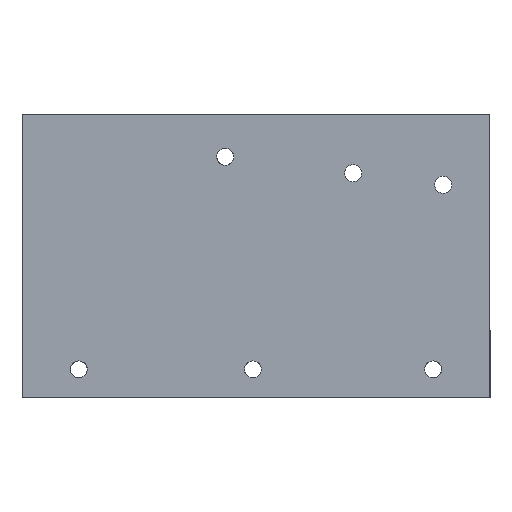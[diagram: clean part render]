
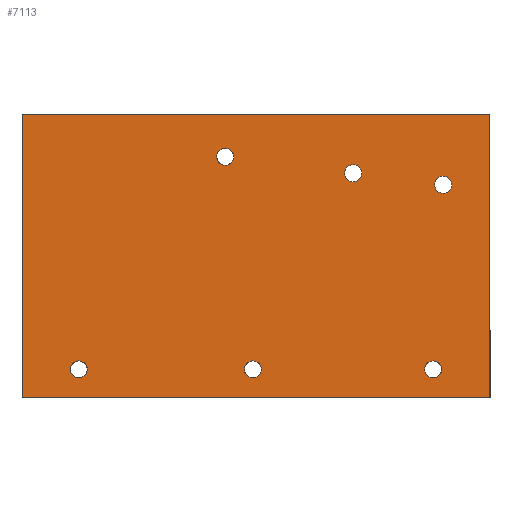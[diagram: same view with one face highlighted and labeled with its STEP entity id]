
A CAD part, front view. The second image highlights one B-rep face of the part: STEP entity #7113.
In plain terms, the highlighted planar face has unit normal (0, 1, 0).
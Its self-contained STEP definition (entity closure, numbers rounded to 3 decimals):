
#5373=CARTESIAN_POINT('Vertex',(172.007,-26.5,51.282)) ;
#5387=CARTESIAN_POINT('Vertex',(178.007,-26.5,51.282)) ;
#5390=CARTESIAN_POINT('Axis2P3D Location',(175.007,-26.5,51.282)) ;
#5407=CARTESIAN_POINT('Axis2P3D Location',(175.007,-26.5,51.282)) ;
#5788=CARTESIAN_POINT('Vertex',(146.27,-26.5,55.377)) ;
#5804=CARTESIAN_POINT('Vertex',(140.27,-26.5,55.377)) ;
#5807=CARTESIAN_POINT('Axis2P3D Location',(143.27,-26.5,55.377)) ;
#5824=CARTESIAN_POINT('Axis2P3D Location',(143.27,-26.5,55.377)) ;
#6768=CARTESIAN_POINT('Vertex',(43.47,-26.5,-13.8)) ;
#6775=CARTESIAN_POINT('Vertex',(49.47,-26.5,-13.8)) ;
#6778=CARTESIAN_POINT('Axis2P3D Location',(46.47,-26.5,-13.8)) ;
#6790=CARTESIAN_POINT('Axis2P3D Location',(46.47,-26.5,-13.8)) ;
#6811=CARTESIAN_POINT('Vertex',(104.912,-26.5,-13.8)) ;
#6818=CARTESIAN_POINT('Vertex',(110.912,-26.5,-13.8)) ;
#6821=CARTESIAN_POINT('Axis2P3D Location',(107.912,-26.5,-13.8)) ;
#6833=CARTESIAN_POINT('Axis2P3D Location',(107.912,-26.5,-13.8)) ;
#6854=CARTESIAN_POINT('Vertex',(168.47,-26.5,-13.8)) ;
#6861=CARTESIAN_POINT('Vertex',(174.47,-26.5,-13.8)) ;
#6864=CARTESIAN_POINT('Axis2P3D Location',(171.47,-26.5,-13.8)) ;
#6876=CARTESIAN_POINT('Axis2P3D Location',(171.47,-26.5,-13.8)) ;
#6897=CARTESIAN_POINT('Vertex',(101.144,-26.5,61.2)) ;
#6904=CARTESIAN_POINT('Vertex',(95.144,-26.5,61.2)) ;
#6907=CARTESIAN_POINT('Axis2P3D Location',(98.144,-26.5,61.2)) ;
#6919=CARTESIAN_POINT('Axis2P3D Location',(98.144,-26.5,61.2)) ;
#6940=CARTESIAN_POINT('Vertex',(191.47,-26.5,76.2)) ;
#6947=CARTESIAN_POINT('Vertex',(191.47,-26.5,-23.8)) ;
#6950=CARTESIAN_POINT('Line Origine',(191.47,-26.5,26.2)) ;
#6971=CARTESIAN_POINT('Vertex',(26.47,-26.5,-23.8)) ;
#6974=CARTESIAN_POINT('Line Origine',(108.97,-26.5,-23.8)) ;
#6995=CARTESIAN_POINT('Vertex',(26.47,-26.5,76.2)) ;
#6998=CARTESIAN_POINT('Line Origine',(26.47,-26.5,26.2)) ;
#7015=CARTESIAN_POINT('Line Origine',(108.97,-26.5,76.2)) ;
#7078=CARTESIAN_POINT('Axis2P3D Location',(0.,-26.5,0.)) ;
#5391=DIRECTION('Axis2P3D Direction',(-0.,-1.,-0.)) ;
#5408=DIRECTION('Axis2P3D Direction',(-0.,-1.,-0.)) ;
#5808=DIRECTION('Axis2P3D Direction',(0.,-1.,-0.)) ;
#5825=DIRECTION('Axis2P3D Direction',(0.,-1.,-0.)) ;
#6779=DIRECTION('Axis2P3D Direction',(-0.,-1.,-0.)) ;
#6791=DIRECTION('Axis2P3D Direction',(-0.,-1.,-0.)) ;
#6822=DIRECTION('Axis2P3D Direction',(-0.,-1.,-0.)) ;
#6834=DIRECTION('Axis2P3D Direction',(-0.,-1.,-0.)) ;
#6865=DIRECTION('Axis2P3D Direction',(-0.,-1.,-0.)) ;
#6877=DIRECTION('Axis2P3D Direction',(-0.,-1.,-0.)) ;
#6908=DIRECTION('Axis2P3D Direction',(0.,-1.,-0.)) ;
#6920=DIRECTION('Axis2P3D Direction',(0.,-1.,-0.)) ;
#6951=DIRECTION('Vector Direction',(0.,0.,1.)) ;
#6975=DIRECTION('Vector Direction',(1.,0.,0.)) ;
#6999=DIRECTION('Vector Direction',(0.,0.,-1.)) ;
#7016=DIRECTION('Vector Direction',(-1.,0.,0.)) ;
#7079=DIRECTION('Axis2P3D Direction',(0.,-1.,0.)) ;
#7080=DIRECTION('Axis2P3D XDirection',(1.,0.,0.)) ;
#5392=AXIS2_PLACEMENT_3D('Circle Axis2P3D',#5390,#5391,$) ;
#5409=AXIS2_PLACEMENT_3D('Circle Axis2P3D',#5407,#5408,$) ;
#5809=AXIS2_PLACEMENT_3D('Circle Axis2P3D',#5807,#5808,$) ;
#5826=AXIS2_PLACEMENT_3D('Circle Axis2P3D',#5824,#5825,$) ;
#6780=AXIS2_PLACEMENT_3D('Circle Axis2P3D',#6778,#6779,$) ;
#6792=AXIS2_PLACEMENT_3D('Circle Axis2P3D',#6790,#6791,$) ;
#6823=AXIS2_PLACEMENT_3D('Circle Axis2P3D',#6821,#6822,$) ;
#6835=AXIS2_PLACEMENT_3D('Circle Axis2P3D',#6833,#6834,$) ;
#6866=AXIS2_PLACEMENT_3D('Circle Axis2P3D',#6864,#6865,$) ;
#6878=AXIS2_PLACEMENT_3D('Circle Axis2P3D',#6876,#6877,$) ;
#6909=AXIS2_PLACEMENT_3D('Circle Axis2P3D',#6907,#6908,$) ;
#6921=AXIS2_PLACEMENT_3D('Circle Axis2P3D',#6919,#6920,$) ;
#7081=AXIS2_PLACEMENT_3D('Plane Axis2P3D',#7078,#7079,#7080) ;
#7084=ORIENTED_EDGE('',*,*,#6978,.F.) ;
#7085=ORIENTED_EDGE('',*,*,#7002,.F.) ;
#7086=ORIENTED_EDGE('',*,*,#7019,.F.) ;
#7087=ORIENTED_EDGE('',*,*,#6954,.F.) ;
#7090=ORIENTED_EDGE('',*,*,#6794,.F.) ;
#7091=ORIENTED_EDGE('',*,*,#6782,.F.) ;
#7094=ORIENTED_EDGE('',*,*,#6837,.F.) ;
#7095=ORIENTED_EDGE('',*,*,#6825,.F.) ;
#7098=ORIENTED_EDGE('',*,*,#6880,.F.) ;
#7099=ORIENTED_EDGE('',*,*,#6868,.F.) ;
#7102=ORIENTED_EDGE('',*,*,#5411,.F.) ;
#7103=ORIENTED_EDGE('',*,*,#5394,.F.) ;
#7106=ORIENTED_EDGE('',*,*,#5811,.F.) ;
#7107=ORIENTED_EDGE('',*,*,#5828,.F.) ;
#7110=ORIENTED_EDGE('',*,*,#6923,.F.) ;
#7111=ORIENTED_EDGE('',*,*,#6911,.F.) ;
#7092=FACE_BOUND('',#7089,.T.) ;
#7096=FACE_BOUND('',#7093,.T.) ;
#7100=FACE_BOUND('',#7097,.T.) ;
#7104=FACE_BOUND('',#7101,.T.) ;
#7108=FACE_BOUND('',#7105,.T.) ;
#7112=FACE_BOUND('',#7109,.T.) ;
#6952=VECTOR('Line Direction',#6951,1.) ;
#6976=VECTOR('Line Direction',#6975,1.) ;
#7000=VECTOR('Line Direction',#6999,1.) ;
#7017=VECTOR('Line Direction',#7016,1.) ;
#7113=ADVANCED_FACE('Assembler.1',(#7088,#7092,#7096,#7100,#7104,#7108,#7112),#7082,.F.) ;
#5393=CIRCLE('generated circle',#5392,3.) ;
#5410=CIRCLE('generated circle',#5409,3.) ;
#5810=CIRCLE('generated circle',#5809,3.) ;
#5827=CIRCLE('generated circle',#5826,3.) ;
#6781=CIRCLE('generated circle',#6780,3.) ;
#6793=CIRCLE('generated circle',#6792,3.) ;
#6824=CIRCLE('generated circle',#6823,3.) ;
#6836=CIRCLE('generated circle',#6835,3.) ;
#6867=CIRCLE('generated circle',#6866,3.) ;
#6879=CIRCLE('generated circle',#6878,3.) ;
#6910=CIRCLE('generated circle',#6909,3.) ;
#6922=CIRCLE('generated circle',#6921,3.) ;
#5394=EDGE_CURVE('',#5388,#5374,#5393,.F.) ;
#5411=EDGE_CURVE('',#5374,#5388,#5410,.F.) ;
#5811=EDGE_CURVE('',#5805,#5789,#5810,.F.) ;
#5828=EDGE_CURVE('',#5789,#5805,#5827,.F.) ;
#6782=EDGE_CURVE('',#6776,#6769,#6781,.F.) ;
#6794=EDGE_CURVE('',#6769,#6776,#6793,.F.) ;
#6825=EDGE_CURVE('',#6819,#6812,#6824,.F.) ;
#6837=EDGE_CURVE('',#6812,#6819,#6836,.F.) ;
#6868=EDGE_CURVE('',#6862,#6855,#6867,.F.) ;
#6880=EDGE_CURVE('',#6855,#6862,#6879,.F.) ;
#6911=EDGE_CURVE('',#6905,#6898,#6910,.F.) ;
#6923=EDGE_CURVE('',#6898,#6905,#6922,.F.) ;
#6954=EDGE_CURVE('',#6948,#6941,#6953,.T.) ;
#6978=EDGE_CURVE('',#6972,#6948,#6977,.T.) ;
#7002=EDGE_CURVE('',#6996,#6972,#7001,.T.) ;
#7019=EDGE_CURVE('',#6941,#6996,#7018,.T.) ;
#7083=EDGE_LOOP('',(#7084,#7085,#7086,#7087)) ;
#7089=EDGE_LOOP('',(#7090,#7091)) ;
#7093=EDGE_LOOP('',(#7094,#7095)) ;
#7097=EDGE_LOOP('',(#7098,#7099)) ;
#7101=EDGE_LOOP('',(#7102,#7103)) ;
#7105=EDGE_LOOP('',(#7106,#7107)) ;
#7109=EDGE_LOOP('',(#7110,#7111)) ;
#7088=FACE_OUTER_BOUND('',#7083,.T.) ;
#6953=LINE('Line',#6950,#6952) ;
#6977=LINE('Line',#6974,#6976) ;
#7001=LINE('Line',#6998,#7000) ;
#7018=LINE('Line',#7015,#7017) ;
#7082=PLANE('',#7081) ;
#5374=VERTEX_POINT('',#5373) ;
#5388=VERTEX_POINT('',#5387) ;
#5789=VERTEX_POINT('',#5788) ;
#5805=VERTEX_POINT('',#5804) ;
#6769=VERTEX_POINT('',#6768) ;
#6776=VERTEX_POINT('',#6775) ;
#6812=VERTEX_POINT('',#6811) ;
#6819=VERTEX_POINT('',#6818) ;
#6855=VERTEX_POINT('',#6854) ;
#6862=VERTEX_POINT('',#6861) ;
#6898=VERTEX_POINT('',#6897) ;
#6905=VERTEX_POINT('',#6904) ;
#6941=VERTEX_POINT('',#6940) ;
#6948=VERTEX_POINT('',#6947) ;
#6972=VERTEX_POINT('',#6971) ;
#6996=VERTEX_POINT('',#6995) ;
